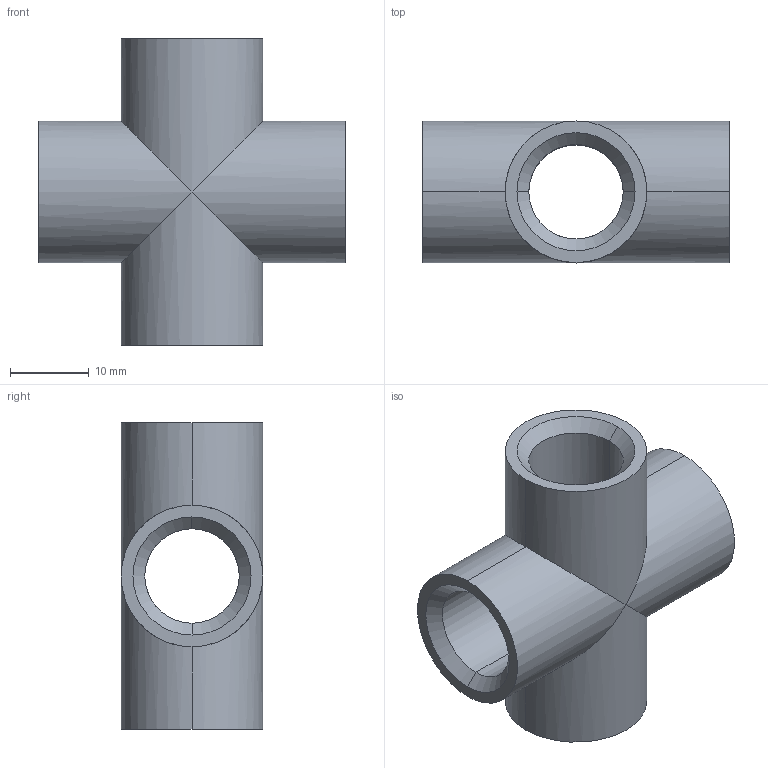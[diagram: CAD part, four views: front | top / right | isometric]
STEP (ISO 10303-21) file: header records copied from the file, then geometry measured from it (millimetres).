
FILE_DESCRIPTION(('STEP AP214'),'1');
FILE_NAME('cctmp_909C3E88-38CB-40C6-B583-4AABC3D95956_2022_03_09_14_09_43_0985..stp','2022-03-09T13:09:44',('Praher Valves GmbH'),('CADClick - www.CADClick.com'),'Spatial InterOp 3D',' ','unknown authorization');
FILE_SCHEMA(('AUTOMOTIVE_DESIGN'));
Length unit declared in the file: millimetre
Products named in the file (1): 70454
Bounding box: 39 x 18 x 39 mm (x, y, z)
Volume: 8107.2 mm3; surface area: 5924 mm2
Topology: 1 solids, 1 shells, 28 faces, 64 edges, 36 vertices
Faces by surface type: cylinder 16, cone 8, plane 4
Entity records: 1048 total; most frequent: DIRECTION 162, CARTESIAN_POINT 129, ORIENTED_EDGE 128, AXIS2_PLACEMENT_3D 69, EDGE_CURVE 64, VERTEX_POINT 36, EDGE_LOOP 32, STYLED_ITEM 29
